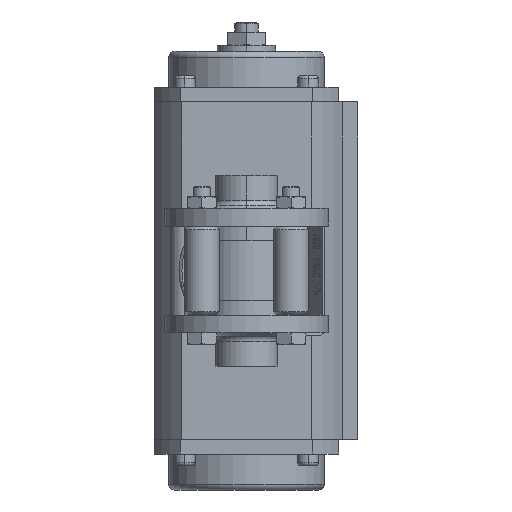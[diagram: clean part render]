
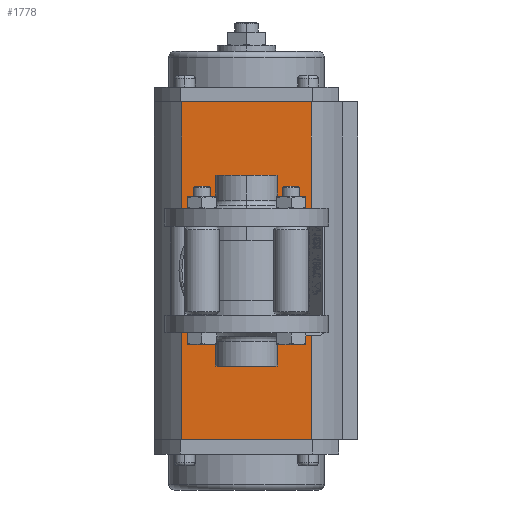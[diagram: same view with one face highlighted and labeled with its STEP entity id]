
A CAD part, front view. The second image highlights one B-rep face of the part: STEP entity #1778.
In plain terms, the highlighted planar face has unit normal (0, -1, 0).
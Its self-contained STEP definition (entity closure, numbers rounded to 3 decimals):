
#62=DIRECTION('',(1.,0.,0.));
#63=VECTOR('',#62,115.);
#64=CARTESIAN_POINT('',(-57.5,-1.05,-22.));
#65=LINE('',#64,#63);
#66=DIRECTION('',(0.,0.,-1.));
#67=VECTOR('',#66,44.);
#68=CARTESIAN_POINT('',(-57.5,-1.05,22.));
#69=LINE('',#68,#67);
#70=DIRECTION('',(-1.,0.,0.));
#71=VECTOR('',#70,115.);
#72=CARTESIAN_POINT('',(57.5,-1.05,22.));
#73=LINE('',#72,#71);
#74=DIRECTION('',(0.,0.,1.));
#75=VECTOR('',#74,44.);
#76=CARTESIAN_POINT('',(57.5,-1.05,-22.));
#77=LINE('',#76,#75);
#78=CARTESIAN_POINT('',(0.,-1.05,0.));
#79=DIRECTION('',(0.,-1.,0.));
#80=DIRECTION('',(-1.,0.,0.));
#81=AXIS2_PLACEMENT_3D('',#78,#79,#80);
#83=CARTESIAN_POINT('',(0.,-1.05,0.));
#84=DIRECTION('',(0.,-1.,0.));
#85=DIRECTION('',(1.,0.,0.));
#86=AXIS2_PLACEMENT_3D('',#83,#84,#85);
#88=CARTESIAN_POINT('',(14.849,-1.05,-14.849));
#89=DIRECTION('',(0.,-1.,0.));
#90=DIRECTION('',(-1.,0.,0.));
#91=AXIS2_PLACEMENT_3D('',#88,#89,#90);
#93=CARTESIAN_POINT('',(14.849,-1.05,-14.849));
#94=DIRECTION('',(0.,-1.,0.));
#95=DIRECTION('',(1.,0.,0.));
#96=AXIS2_PLACEMENT_3D('',#93,#94,#95);
#98=CARTESIAN_POINT('',(14.849,-1.05,14.849));
#99=DIRECTION('',(0.,-1.,0.));
#100=DIRECTION('',(-1.,0.,0.));
#101=AXIS2_PLACEMENT_3D('',#98,#99,#100);
#103=CARTESIAN_POINT('',(14.849,-1.05,14.849));
#104=DIRECTION('',(0.,-1.,0.));
#105=DIRECTION('',(1.,0.,0.));
#106=AXIS2_PLACEMENT_3D('',#103,#104,#105);
#108=CARTESIAN_POINT('',(-14.849,-1.05,14.849));
#109=DIRECTION('',(0.,-1.,0.));
#110=DIRECTION('',(-1.,0.,0.));
#111=AXIS2_PLACEMENT_3D('',#108,#109,#110);
#113=CARTESIAN_POINT('',(-14.849,-1.05,14.849));
#114=DIRECTION('',(0.,-1.,0.));
#115=DIRECTION('',(1.,0.,0.));
#116=AXIS2_PLACEMENT_3D('',#113,#114,#115);
#118=CARTESIAN_POINT('',(-14.849,-1.05,-14.849));
#119=DIRECTION('',(0.,-1.,0.));
#120=DIRECTION('',(-1.,0.,0.));
#121=AXIS2_PLACEMENT_3D('',#118,#119,#120);
#123=CARTESIAN_POINT('',(-14.849,-1.05,-14.849));
#124=DIRECTION('',(0.,-1.,0.));
#125=DIRECTION('',(1.,0.,0.));
#126=AXIS2_PLACEMENT_3D('',#123,#124,#125);
#1352=CARTESIAN_POINT('',(-15.,-1.05,0.));
#1353=VERTEX_POINT('',#1352);
#1354=CARTESIAN_POINT('',(15.,-1.05,0.));
#1355=VERTEX_POINT('',#1354);
#1598=CARTESIAN_POINT('',(-57.5,-1.05,-22.));
#1599=CARTESIAN_POINT('',(57.5,-1.05,-22.));
#1600=VERTEX_POINT('',#1598);
#1601=VERTEX_POINT('',#1599);
#1602=CARTESIAN_POINT('',(57.5,-1.05,22.));
#1603=VERTEX_POINT('',#1602);
#1604=CARTESIAN_POINT('',(-57.5,-1.05,22.));
#1605=VERTEX_POINT('',#1604);
#1612=CARTESIAN_POINT('',(12.749,-1.05,-14.849));
#1613=CARTESIAN_POINT('',(16.949,-1.05,-14.849));
#1614=VERTEX_POINT('',#1612);
#1615=VERTEX_POINT('',#1613);
#1622=CARTESIAN_POINT('',(12.749,-1.05,14.849));
#1623=CARTESIAN_POINT('',(16.949,-1.05,14.849));
#1624=VERTEX_POINT('',#1622);
#1625=VERTEX_POINT('',#1623);
#1632=CARTESIAN_POINT('',(-16.949,-1.05,14.849));
#1633=CARTESIAN_POINT('',(-12.749,-1.05,14.849));
#1634=VERTEX_POINT('',#1632);
#1635=VERTEX_POINT('',#1633);
#1642=CARTESIAN_POINT('',(-16.949,-1.05,-14.849));
#1643=CARTESIAN_POINT('',(-12.749,-1.05,-14.849));
#1644=VERTEX_POINT('',#1642);
#1645=VERTEX_POINT('',#1643);
#1735=CARTESIAN_POINT('',(0.,-1.05,0.));
#1736=DIRECTION('',(0.,-1.,0.));
#1737=DIRECTION('',(0.,0.,-1.));
#1738=AXIS2_PLACEMENT_3D('',#1735,#1736,#1737);
#1739=PLANE('',#1738);
#1740=ORIENTED_EDGE('',*,*,#1727,.F.);
#1741=ORIENTED_EDGE('',*,*,#1669,.F.);
#1743=ORIENTED_EDGE('',*,*,#1742,.F.);
#1745=ORIENTED_EDGE('',*,*,#1744,.F.);
#1746=EDGE_LOOP('',(#1740,#1741,#1743,#1745));
#1747=FACE_OUTER_BOUND('',#1746,.F.);
#1749=ORIENTED_EDGE('',*,*,#1748,.T.);
#1751=ORIENTED_EDGE('',*,*,#1750,.T.);
#1752=EDGE_LOOP('',(#1749,#1751));
#1753=FACE_BOUND('',#1752,.F.);
#1755=ORIENTED_EDGE('',*,*,#1754,.T.);
#1757=ORIENTED_EDGE('',*,*,#1756,.T.);
#1758=EDGE_LOOP('',(#1755,#1757));
#1759=FACE_BOUND('',#1758,.F.);
#1761=ORIENTED_EDGE('',*,*,#1760,.T.);
#1763=ORIENTED_EDGE('',*,*,#1762,.T.);
#1764=EDGE_LOOP('',(#1761,#1763));
#1765=FACE_BOUND('',#1764,.F.);
#1767=ORIENTED_EDGE('',*,*,#1766,.T.);
#1769=ORIENTED_EDGE('',*,*,#1768,.T.);
#1770=EDGE_LOOP('',(#1767,#1769));
#1771=FACE_BOUND('',#1770,.F.);
#1773=ORIENTED_EDGE('',*,*,#1772,.T.);
#1775=ORIENTED_EDGE('',*,*,#1774,.T.);
#1776=EDGE_LOOP('',(#1773,#1775));
#1777=FACE_BOUND('',#1776,.F.);
#82=CIRCLE('',#81,15.);
#87=CIRCLE('',#86,15.);
#92=CIRCLE('',#91,2.1);
#97=CIRCLE('',#96,2.1);
#102=CIRCLE('',#101,2.1);
#107=CIRCLE('',#106,2.1);
#112=CIRCLE('',#111,2.1);
#117=CIRCLE('',#116,2.1);
#122=CIRCLE('',#121,2.1);
#127=CIRCLE('',#126,2.1);
#1669=EDGE_CURVE('',#1605,#1600,#69,.T.);
#1727=EDGE_CURVE('',#1600,#1601,#65,.T.);
#1742=EDGE_CURVE('',#1603,#1605,#73,.T.);
#1744=EDGE_CURVE('',#1601,#1603,#77,.T.);
#1748=EDGE_CURVE('',#1353,#1355,#82,.T.);
#1750=EDGE_CURVE('',#1355,#1353,#87,.T.);
#1754=EDGE_CURVE('',#1614,#1615,#92,.T.);
#1756=EDGE_CURVE('',#1615,#1614,#97,.T.);
#1760=EDGE_CURVE('',#1624,#1625,#102,.T.);
#1762=EDGE_CURVE('',#1625,#1624,#107,.T.);
#1766=EDGE_CURVE('',#1634,#1635,#112,.T.);
#1768=EDGE_CURVE('',#1635,#1634,#117,.T.);
#1772=EDGE_CURVE('',#1644,#1645,#122,.T.);
#1774=EDGE_CURVE('',#1645,#1644,#127,.T.);
#1778=ADVANCED_FACE('',(#1747,#1753,#1759,#1765,#1771,#1777),#1739,.T.);
